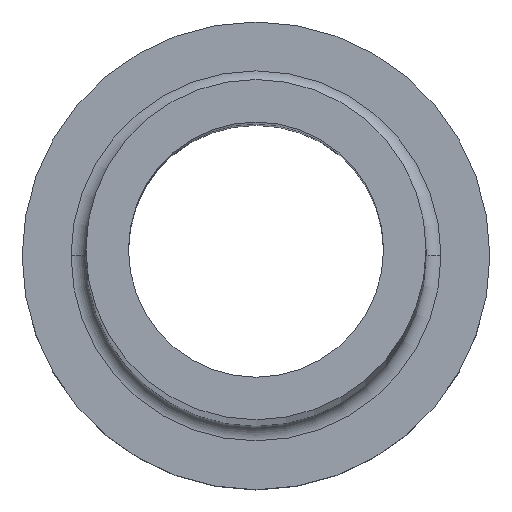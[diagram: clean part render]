
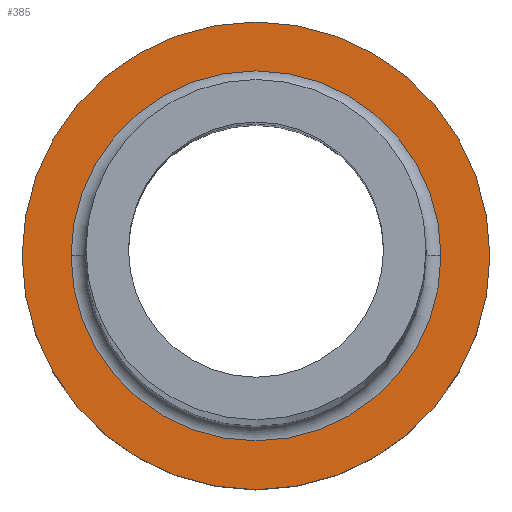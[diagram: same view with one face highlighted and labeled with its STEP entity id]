
A CAD part, top view. The second image highlights one B-rep face of the part: STEP entity #385.
In plain terms, the highlighted planar face has unit normal (0, 0, 1).
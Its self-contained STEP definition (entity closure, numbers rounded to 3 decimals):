
#4 = AXIS2_PLACEMENT_3D ( 'NONE', #271, #355, #241 ) ;
#20 = VERTEX_POINT ( 'NONE', #392 ) ;
#26 = DIRECTION ( 'NONE',  ( 0., 0., -1. ) ) ;
#37 = PLANE ( 'NONE',  #119 ) ;
#55 = AXIS2_PLACEMENT_3D ( 'NONE', #374, #127, #166 ) ;
#64 = DIRECTION ( 'NONE',  ( 0., 0., 1. ) ) ;
#74 = AXIS2_PLACEMENT_3D ( 'NONE', #83, #26, #437 ) ;
#82 = CARTESIAN_POINT ( 'NONE',  ( 11., 0., 7. ) ) ;
#83 = CARTESIAN_POINT ( 'NONE',  ( 0., 0., 7. ) ) ;
#85 = EDGE_CURVE ( 'NONE', #20, #269, #211, .T. ) ;
#98 = FACE_BOUND ( 'NONE', #165, .T. ) ;
#109 = CARTESIAN_POINT ( 'NONE',  ( 0., 0., 7. ) ) ;
#119 = AXIS2_PLACEMENT_3D ( 'NONE', #177, #64, #353 ) ;
#127 = DIRECTION ( 'NONE',  ( 0., 0., 1. ) ) ;
#160 = EDGE_CURVE ( 'NONE', #289, #292, #315, .T. ) ;
#165 = EDGE_LOOP ( 'NONE', ( #305, #447 ) ) ;
#166 = DIRECTION ( 'NONE',  ( 1., 0., 0. ) ) ;
#177 = CARTESIAN_POINT ( 'NONE',  ( 0., 0., 7. ) ) ;
#211 = CIRCLE ( 'NONE', #300, 8.7 ) ;
#213 = CIRCLE ( 'NONE', #74, 8.7 ) ;
#217 = DIRECTION ( 'NONE',  ( 1., 0., 0. ) ) ;
#232 = CARTESIAN_POINT ( 'NONE',  ( 8.7, 0., 7. ) ) ;
#235 = EDGE_CURVE ( 'NONE', #292, #289, #410, .T. ) ;
#241 = DIRECTION ( 'NONE',  ( 1., 0., 0. ) ) ;
#251 = EDGE_CURVE ( 'NONE', #269, #20, #213, .T. ) ;
#255 = DIRECTION ( 'NONE',  ( 0., 0., -1. ) ) ;
#269 = VERTEX_POINT ( 'NONE', #232 ) ;
#271 = CARTESIAN_POINT ( 'NONE',  ( 0., 0., 7. ) ) ;
#289 = VERTEX_POINT ( 'NONE', #446 ) ;
#292 = VERTEX_POINT ( 'NONE', #82 ) ;
#300 = AXIS2_PLACEMENT_3D ( 'NONE', #109, #255, #217 ) ;
#305 = ORIENTED_EDGE ( 'NONE', *, *, #251, .T. ) ;
#315 = CIRCLE ( 'NONE', #4, 11. ) ;
#331 = ORIENTED_EDGE ( 'NONE', *, *, #160, .T. ) ;
#353 = DIRECTION ( 'NONE',  ( 1., 0., 0. ) ) ;
#355 = DIRECTION ( 'NONE',  ( 0., 0., 1. ) ) ;
#374 = CARTESIAN_POINT ( 'NONE',  ( 0., 0., 7. ) ) ;
#385 = ADVANCED_FACE ( 'NONE', ( #98, #459 ), #37, .T. ) ;
#392 = CARTESIAN_POINT ( 'NONE',  ( -8.7, 0., 7. ) ) ;
#410 = CIRCLE ( 'NONE', #55, 11. ) ;
#415 = ORIENTED_EDGE ( 'NONE', *, *, #235, .T. ) ;
#424 = EDGE_LOOP ( 'NONE', ( #331, #415 ) ) ;
#437 = DIRECTION ( 'NONE',  ( 1., 0., 0. ) ) ;
#446 = CARTESIAN_POINT ( 'NONE',  ( -11., 0., 7. ) ) ;
#447 = ORIENTED_EDGE ( 'NONE', *, *, #85, .T. ) ;
#459 = FACE_OUTER_BOUND ( 'NONE', #424, .T. ) ;
